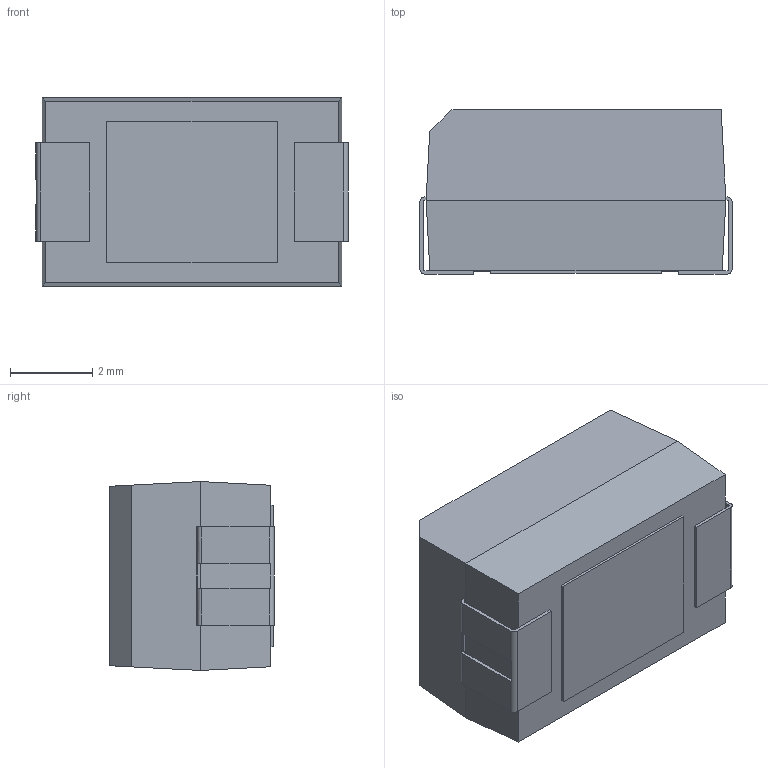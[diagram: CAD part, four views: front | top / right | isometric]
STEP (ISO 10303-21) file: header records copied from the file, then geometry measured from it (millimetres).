
FILE_DESCRIPTION (( 'STEP AP214' ), '1' );
FILE_NAME ('User Library-CAP_TANT_7343-40.STEP', '2015-11-29T17:44:42', ( 'Windows User' ), ( '' ), 'SwSTEP 2.0', 'SolidWorks 2016', '' );
FILE_SCHEMA (( 'AUTOMOTIVE_DESIGN' ));
Length unit declared in the file: millimetre
Products named in the file (1): User Library-CAP_TANT_7343-40
Bounding box: 7.6 x 4 x 4.6 mm (x, y, z)
Volume: 128.2 mm3; surface area: 173 mm2
Topology: 1 solids, 1 shells, 140 faces, 387 edges, 254 vertices
Faces by surface type: plane 93, bspline 37, cylinder 10
Entity records: 7692 total; most frequent: CARTESIAN_POINT 3131, ORIENTED_EDGE 774, DIRECTION 545, EDGE_CURVE 387, VECTOR 289, LINE 289, VERTEX_POINT 254, EDGE_LOOP 151
